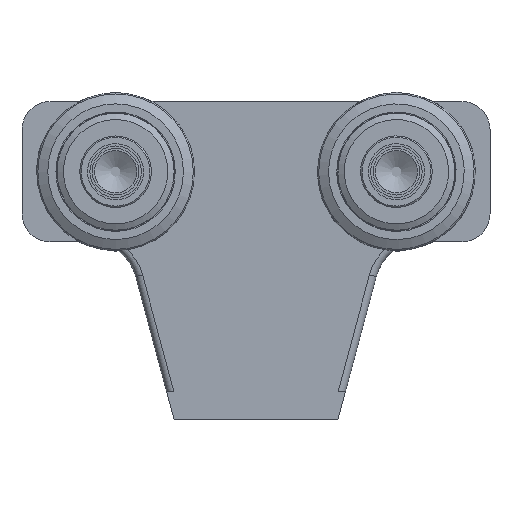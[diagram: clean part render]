
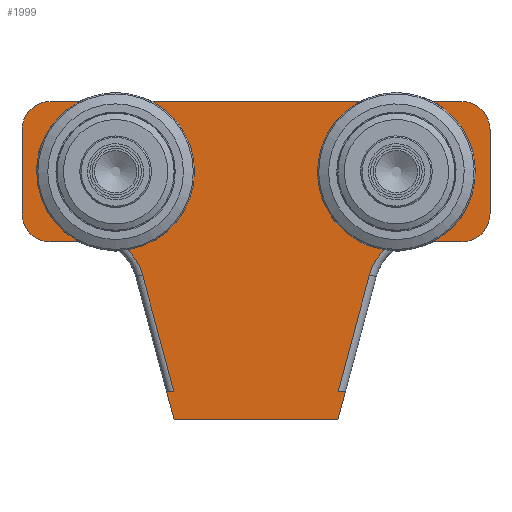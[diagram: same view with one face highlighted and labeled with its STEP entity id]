
A CAD part, front view. The second image highlights one B-rep face of the part: STEP entity #1999.
In plain terms, the highlighted face is planar.
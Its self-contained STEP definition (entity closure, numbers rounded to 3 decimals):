
#1999=ADVANCED_FACE('',(#3196,#3197,#3198),#3199,.F.);
#3196=FACE_OUTER_BOUND('',#4418,.T.);
#3197=FACE_BOUND('',#4419,.T.);
#3198=FACE_BOUND('',#4420,.T.);
#3199=PLANE('',#4421);
#4418=EDGE_LOOP('',(#5933,#5934,#5935,#5936,#5937,#5938,#5939,#5940,#5941,#5942,#5943,#5944,#5945,#5946,#5947,#5948,#5949,#5950));
#4419=EDGE_LOOP('',(#5951));
#4420=EDGE_LOOP('',(#5952));
#4421=AXIS2_PLACEMENT_3D('',#5953,#5954,#5955);
#5933=ORIENTED_EDGE('',*,*,#7643,.T.);
#5934=ORIENTED_EDGE('',*,*,#7644,.T.);
#5935=ORIENTED_EDGE('',*,*,#7645,.T.);
#5936=ORIENTED_EDGE('',*,*,#7646,.T.);
#5937=ORIENTED_EDGE('',*,*,#7481,.F.);
#5938=ORIENTED_EDGE('',*,*,#7647,.T.);
#5939=ORIENTED_EDGE('',*,*,#7629,.T.);
#5940=ORIENTED_EDGE('',*,*,#7648,.T.);
#5941=ORIENTED_EDGE('',*,*,#7622,.F.);
#5942=ORIENTED_EDGE('',*,*,#7649,.T.);
#5943=ORIENTED_EDGE('',*,*,#7650,.T.);
#5944=ORIENTED_EDGE('',*,*,#7651,.T.);
#5945=ORIENTED_EDGE('',*,*,#7652,.T.);
#5946=ORIENTED_EDGE('',*,*,#7563,.T.);
#5947=ORIENTED_EDGE('',*,*,#7653,.T.);
#5948=ORIENTED_EDGE('',*,*,#7542,.T.);
#5949=ORIENTED_EDGE('',*,*,#7521,.T.);
#5950=ORIENTED_EDGE('',*,*,#7618,.T.);
#5951=ORIENTED_EDGE('',*,*,#7654,.F.);
#5952=ORIENTED_EDGE('',*,*,#7655,.F.);
#5953=CARTESIAN_POINT('',(-5.601,67.859,227.13));
#5954=DIRECTION('',(0.,0.,-1.));
#5955=DIRECTION('',(0.,-1.,0.));
#7481=EDGE_CURVE('',#8162,#8163,#8164,.T.);
#7521=EDGE_CURVE('',#8230,#8228,#8231,.T.);
#7542=EDGE_CURVE('',#8261,#8230,#8262,.T.);
#7563=EDGE_CURVE('',#8296,#8294,#8297,.T.);
#7618=EDGE_CURVE('',#8228,#8379,#8381,.T.);
#7622=EDGE_CURVE('',#8386,#8384,#8388,.T.);
#7629=EDGE_CURVE('',#8399,#8397,#8400,.T.);
#7643=EDGE_CURVE('',#8379,#8419,#8420,.T.);
#7644=EDGE_CURVE('',#8419,#8421,#8422,.T.);
#7645=EDGE_CURVE('',#8421,#8423,#8424,.T.);
#7646=EDGE_CURVE('',#8423,#8163,#8425,.T.);
#7647=EDGE_CURVE('',#8162,#8399,#8426,.T.);
#7648=EDGE_CURVE('',#8397,#8384,#8427,.T.);
#7649=EDGE_CURVE('',#8386,#8428,#8429,.T.);
#7650=EDGE_CURVE('',#8428,#8430,#8431,.T.);
#7651=EDGE_CURVE('',#8430,#8432,#8433,.T.);
#7652=EDGE_CURVE('',#8432,#8296,#8434,.T.);
#7653=EDGE_CURVE('',#8294,#8261,#8435,.T.);
#7654=EDGE_CURVE('',#8436,#8436,#8437,.T.);
#7655=EDGE_CURVE('',#8438,#8438,#8439,.T.);
#8162=VERTEX_POINT('',#9138);
#8163=VERTEX_POINT('',#9139);
#8164=LINE('',#9140,#9141);
#8228=VERTEX_POINT('',#9206);
#8230=VERTEX_POINT('',#9209);
#8231=CIRCLE('',#9210,6.);
#8261=VERTEX_POINT('',#9242);
#8262=LINE('',#9243,#9244);
#8294=VERTEX_POINT('',#9278);
#8296=VERTEX_POINT('',#9281);
#8297=LINE('',#9282,#9283);
#8379=VERTEX_POINT('',#9367);
#8381=LINE('',#9370,#9371);
#8384=VERTEX_POINT('',#9374);
#8386=VERTEX_POINT('',#9377);
#8388=LINE('',#9379,#9380);
#8397=VERTEX_POINT('',#9390);
#8399=VERTEX_POINT('',#9393);
#8400=LINE('',#9394,#9395);
#8419=VERTEX_POINT('',#9415);
#8420=CIRCLE('',#9416,6.);
#8421=VERTEX_POINT('',#9417);
#8422=LINE('',#9418,#9419);
#8423=VERTEX_POINT('',#9420);
#8424=CIRCLE('',#9421,11.5);
#8425=LINE('',#9422,#9423);
#8426=LINE('',#9424,#9425);
#8427=LINE('',#9426,#9427);
#8428=VERTEX_POINT('',#9428);
#8429=LINE('',#9429,#9430);
#8430=VERTEX_POINT('',#9431);
#8431=CIRCLE('',#9432,11.5);
#8432=VERTEX_POINT('',#9433);
#8433=LINE('',#9434,#9435);
#8434=CIRCLE('',#9436,6.);
#8435=CIRCLE('',#9437,6.);
#8436=VERTEX_POINT('',#9438);
#8437=CIRCLE('',#9439,5.1);
#8438=VERTEX_POINT('',#9440);
#8439=CIRCLE('',#9441,5.1);
#9138=CARTESIAN_POINT('',(-60.064,45.859,227.13));
#9139=CARTESIAN_POINT('',(-58.511,45.859,227.13));
#9140=CARTESIAN_POINT('',(-23.456,45.859,227.13));
#9141=VECTOR('',#10198,1.);
#9206=CARTESIAN_POINT('',(-90.956,101.859,227.13));
#9209=CARTESIAN_POINT('',(-84.956,107.859,227.13));
#9210=AXIS2_PLACEMENT_3D('',#10273,#10274,#10275);
#9242=CARTESIAN_POINT('',(3.044,107.859,227.13));
#9243=CARTESIAN_POINT('',(3.044,107.859,227.13));
#9244=VECTOR('',#10302,1.);
#9278=CARTESIAN_POINT('',(9.044,101.859,227.13));
#9281=CARTESIAN_POINT('',(9.044,83.859,227.13));
#9282=CARTESIAN_POINT('',(9.044,101.859,227.13));
#9283=VECTOR('',#10336,1.);
#9367=CARTESIAN_POINT('',(-90.956,83.859,227.13));
#9370=CARTESIAN_POINT('',(-90.956,101.859,227.13));
#9371=VECTOR('',#10421,1.);
#9374=CARTESIAN_POINT('',(-21.849,45.859,227.13));
#9377=CARTESIAN_POINT('',(-23.402,45.859,227.13));
#9379=CARTESIAN_POINT('',(-23.456,45.859,227.13));
#9380=VECTOR('',#10426,1.);
#9390=CARTESIAN_POINT('',(-23.456,39.859,227.13));
#9393=CARTESIAN_POINT('',(-58.456,39.859,227.13));
#9394=CARTESIAN_POINT('',(-58.456,39.859,227.13));
#9395=VECTOR('',#10432,1.);
#9415=CARTESIAN_POINT('',(-84.956,77.859,227.13));
#9416=AXIS2_PLACEMENT_3D('',#10449,#10450,#10451);
#9417=CARTESIAN_POINT('',(-70.633,77.859,227.13));
#9418=CARTESIAN_POINT('',(3.044,77.859,227.13));
#9419=VECTOR('',#10452,1.);
#9420=CARTESIAN_POINT('',(-65.204,70.835,227.13));
#9421=AXIS2_PLACEMENT_3D('',#10453,#10454,#10455);
#9422=CARTESIAN_POINT('',(-60.467,53.158,227.13));
#9423=VECTOR('',#10456,1.);
#9424=CARTESIAN_POINT('',(-66.653,70.447,227.13));
#9425=VECTOR('',#10457,1.);
#9426=CARTESIAN_POINT('',(-15.26,70.447,227.13));
#9427=VECTOR('',#10458,1.);
#9428=CARTESIAN_POINT('',(-16.709,70.835,227.13));
#9429=CARTESIAN_POINT('',(-16.709,70.835,227.13));
#9430=VECTOR('',#10459,1.);
#9431=CARTESIAN_POINT('',(-11.28,77.859,227.13));
#9432=AXIS2_PLACEMENT_3D('',#10460,#10461,#10462);
#9433=CARTESIAN_POINT('',(3.044,77.859,227.13));
#9434=CARTESIAN_POINT('',(3.044,77.859,227.13));
#9435=VECTOR('',#10463,1.);
#9436=AXIS2_PLACEMENT_3D('',#10464,#10465,#10466);
#9437=AXIS2_PLACEMENT_3D('',#10467,#10468,#10469);
#9438=CARTESIAN_POINT('',(-16.056,92.859,227.13));
#9439=AXIS2_PLACEMENT_3D('',#10470,#10471,#10472);
#9440=CARTESIAN_POINT('',(-65.856,92.859,227.13));
#9441=AXIS2_PLACEMENT_3D('',#10473,#10474,#10475);
#10198=DIRECTION('',(1.,0.,0.));
#10273=CARTESIAN_POINT('',(-84.956,101.859,227.13));
#10274=DIRECTION('',(0.,0.,1.));
#10275=DIRECTION('',(1.,0.,0.));
#10302=DIRECTION('',(-1.,0.,0.));
#10336=DIRECTION('',(0.,1.,0.));
#10421=DIRECTION('',(0.,-1.,0.));
#10426=DIRECTION('',(1.,0.,0.));
#10432=DIRECTION('',(1.,0.,0.));
#10449=CARTESIAN_POINT('',(-84.956,83.859,227.13));
#10450=DIRECTION('',(0.,0.,1.));
#10451=DIRECTION('',(-1.,0.,0.));
#10452=DIRECTION('',(1.,0.,0.));
#10453=CARTESIAN_POINT('',(-76.312,67.859,227.13));
#10454=DIRECTION('',(0.,0.,-1.));
#10455=DIRECTION('',(-1.,0.,0.));
#10456=DIRECTION('',(0.259,-0.966,0.));
#10457=DIRECTION('',(0.259,-0.966,0.));
#10458=DIRECTION('',(0.259,0.966,0.));
#10459=DIRECTION('',(0.259,0.966,0.));
#10460=CARTESIAN_POINT('',(-5.601,67.859,227.13));
#10461=DIRECTION('',(0.,0.,-1.));
#10462=DIRECTION('',(-1.,0.,0.));
#10463=DIRECTION('',(1.,0.,0.));
#10464=CARTESIAN_POINT('',(3.044,83.859,227.13));
#10465=DIRECTION('',(0.,0.,1.));
#10466=DIRECTION('',(1.,0.,0.));
#10467=CARTESIAN_POINT('',(3.044,101.859,227.13));
#10468=DIRECTION('',(0.,0.,1.));
#10469=DIRECTION('',(-1.,0.,0.));
#10470=CARTESIAN_POINT('',(-10.956,92.859,227.13));
#10471=DIRECTION('',(0.,0.,1.));
#10472=DIRECTION('',(-1.,0.,0.));
#10473=CARTESIAN_POINT('',(-70.956,92.859,227.13));
#10474=DIRECTION('',(0.,0.,1.));
#10475=DIRECTION('',(1.,0.,0.));
